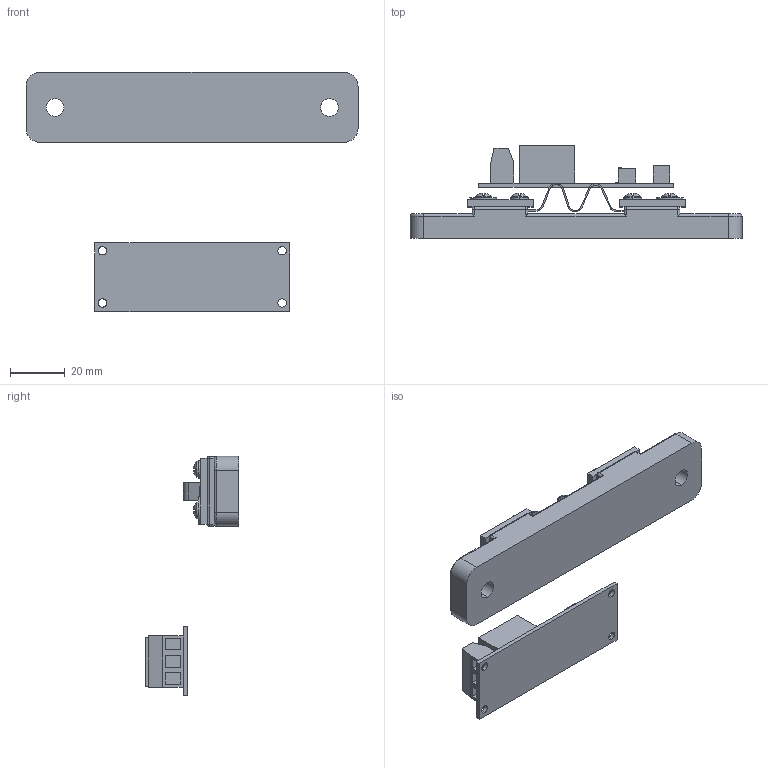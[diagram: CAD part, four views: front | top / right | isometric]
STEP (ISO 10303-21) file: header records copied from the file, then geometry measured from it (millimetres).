
FILE_DESCRIPTION (( 'STEP AP214' ), '1' );
FILE_NAME ('SRCN-C410-3_3D.step', '2023-09-13T23:36:38', ( '' ), ( '' ), 'SwSTEP 2.0', 'SolidWorks 2022', '' );
FILE_SCHEMA (( 'AUTOMOTIVE_DESIGN' ));
Length unit declared in the file: inch
Products named in the file (1): SRCN-C410-3_3D
Bounding box: 121 x 33.92 x 87.22 mm (x, y, z)
Volume: 41981.8 mm3; surface area: 17903 mm2
Topology: 2 solids, 2 shells, 362 faces, 931 edges, 598 vertices
Faces by surface type: plane 245, cylinder 101, sphere 12, torus 4
Entity records: 15416 total; most frequent: CARTESIAN_POINT 1896, DIRECTION 1875, ORIENTED_EDGE 1830, EDGE_CURVE 915, LINE 665, VECTOR 665, AXIS2_PLACEMENT_3D 605, VERTEX_POINT 594
